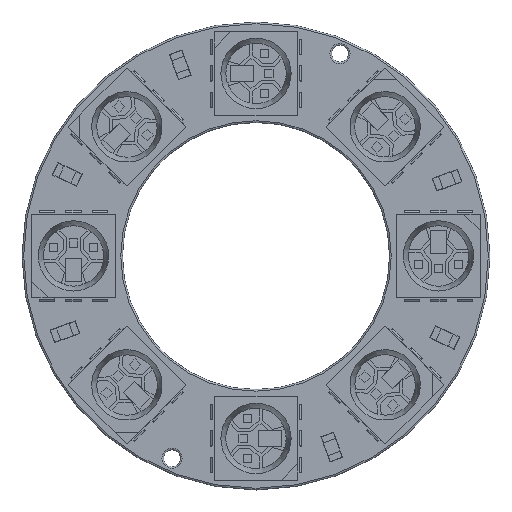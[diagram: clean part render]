
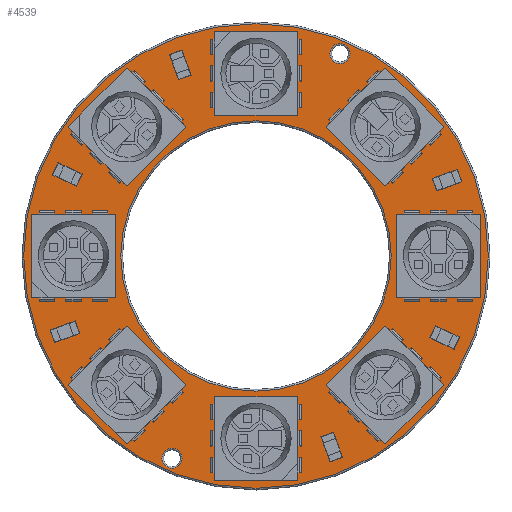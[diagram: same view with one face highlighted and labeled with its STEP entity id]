
A CAD part, top view. The second image highlights one B-rep face of the part: STEP entity #4539.
In plain terms, the highlighted planar face has unit normal (0, 0, 1).
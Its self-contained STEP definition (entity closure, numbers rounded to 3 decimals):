
#193=FACE_BOUND('',#904,.T.);
#194=FACE_BOUND('',#905,.T.);
#195=FACE_BOUND('',#906,.T.);
#265=CIRCLE('',#4822,13.875);
#269=CIRCLE('',#4828,8.075);
#270=CIRCLE('',#4829,8.075);
#271=CIRCLE('',#4830,0.6);
#272=CIRCLE('',#4831,0.6);
#672=FACE_OUTER_BOUND('',#903,.T.);
#903=EDGE_LOOP('',(#3289));
#904=EDGE_LOOP('',(#3290,#3291));
#905=EDGE_LOOP('',(#3292));
#906=EDGE_LOOP('',(#3293));
#2126=VERTEX_POINT('',#6603);
#2129=VERTEX_POINT('',#6613);
#2130=VERTEX_POINT('',#6614);
#2131=VERTEX_POINT('',#6617);
#2132=VERTEX_POINT('',#6619);
#2609=EDGE_CURVE('',#2126,#2126,#265,.T.);
#2614=EDGE_CURVE('',#2129,#2130,#269,.T.);
#2615=EDGE_CURVE('',#2130,#2129,#270,.T.);
#2616=EDGE_CURVE('',#2131,#2131,#271,.T.);
#2617=EDGE_CURVE('',#2132,#2132,#272,.T.);
#3289=ORIENTED_EDGE('',*,*,#2609,.F.);
#3290=ORIENTED_EDGE('',*,*,#2614,.F.);
#3291=ORIENTED_EDGE('',*,*,#2615,.F.);
#3292=ORIENTED_EDGE('',*,*,#2616,.F.);
#3293=ORIENTED_EDGE('',*,*,#2617,.F.);
#4381=PLANE('',#4827);
#4539=ADVANCED_FACE('',(#672,#193,#194,#195),#4381,.T.);
#4822=AXIS2_PLACEMENT_3D('',#6604,#5281,#5282);
#4827=AXIS2_PLACEMENT_3D('',#6612,#5292,#5293);
#4828=AXIS2_PLACEMENT_3D('',#6615,#5294,#5295);
#4829=AXIS2_PLACEMENT_3D('',#6616,#5296,#5297);
#4830=AXIS2_PLACEMENT_3D('',#6618,#5298,#5299);
#4831=AXIS2_PLACEMENT_3D('',#6620,#5300,#5301);
#5281=DIRECTION('center_axis',(0.,0.,-1.));
#5282=DIRECTION('ref_axis',(1.,0.,0.));
#5292=DIRECTION('center_axis',(0.,0.,1.));
#5293=DIRECTION('ref_axis',(1.,0.,0.));
#5294=DIRECTION('center_axis',(0.,0.,1.));
#5295=DIRECTION('ref_axis',(1.,0.,0.));
#5296=DIRECTION('center_axis',(0.,0.,1.));
#5297=DIRECTION('ref_axis',(1.,0.,0.));
#5298=DIRECTION('center_axis',(0.,0.,1.));
#5299=DIRECTION('ref_axis',(-1.,0.,0.));
#5300=DIRECTION('center_axis',(0.,0.,1.));
#5301=DIRECTION('ref_axis',(-1.,0.,0.));
#6603=CARTESIAN_POINT('',(-13.875,0.,1.65));
#6604=CARTESIAN_POINT('Origin',(0.,0.,1.65));
#6612=CARTESIAN_POINT('Origin',(0.,0.,1.65));
#6613=CARTESIAN_POINT('',(-8.075,0.,1.65));
#6614=CARTESIAN_POINT('',(8.075,0.,1.65));
#6615=CARTESIAN_POINT('Origin',(0.,0.,1.65));
#6616=CARTESIAN_POINT('Origin',(0.,0.,1.65));
#6617=CARTESIAN_POINT('',(5.615,12.082,1.65));
#6618=CARTESIAN_POINT('Origin',(5.015,12.082,1.65));
#6619=CARTESIAN_POINT('',(-4.414,-12.082,1.65));
#6620=CARTESIAN_POINT('Origin',(-5.014,-12.082,1.65));
